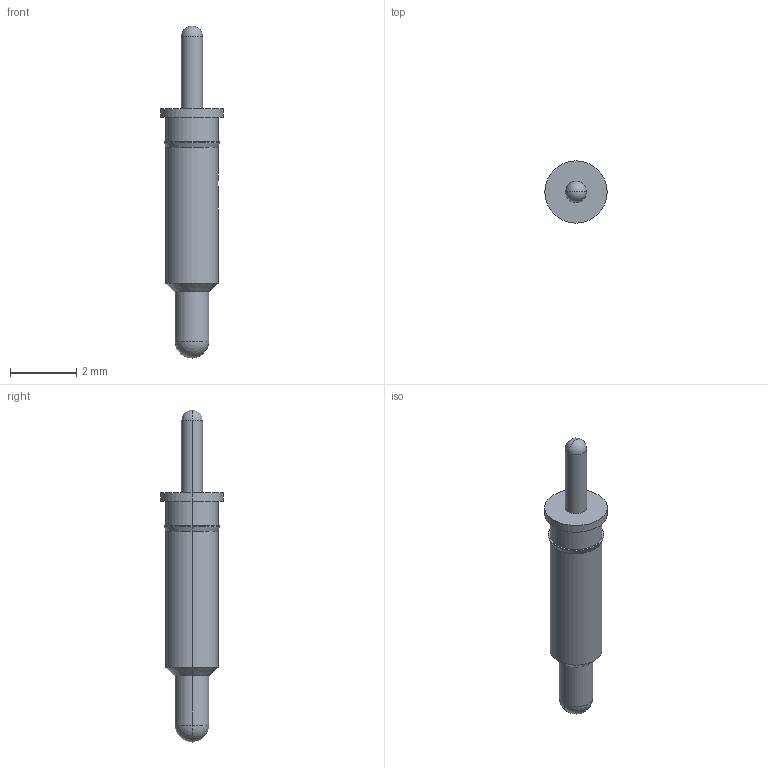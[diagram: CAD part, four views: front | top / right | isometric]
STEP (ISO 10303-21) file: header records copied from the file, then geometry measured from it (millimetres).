
FILE_DESCRIPTION (( 'STEP AP214' ), '1' );
FILE_NAME ('UEBK-13143_2017_08_29.STEP', '2017-08-29T06:40:07', ( '' ), ( '' ), 'SwSTEP 2.0', 'SolidWorks 2017', '' );
FILE_SCHEMA (( 'AUTOMOTIVE_DESIGN' ));
Length unit declared in the file: millimetre
Products named in the file (1): UEBK-13143_2017_08_29
Bounding box: 1.88 x 1.88 x 10.02 mm (x, y, z)
Volume: 13 mm3; surface area: 43.4 mm2
Topology: 1 solids, 1 shells, 27 faces, 61 edges, 36 vertices
Faces by surface type: cylinder 14, plane 5, cone 4, sphere 4
Entity records: 789 total; most frequent: CARTESIAN_POINT 173, DIRECTION 139, ORIENTED_EDGE 106, AXIS2_PLACEMENT_3D 60, EDGE_CURVE 53, CIRCLE 32, VERTEX_POINT 32, EDGE_LOOP 31
